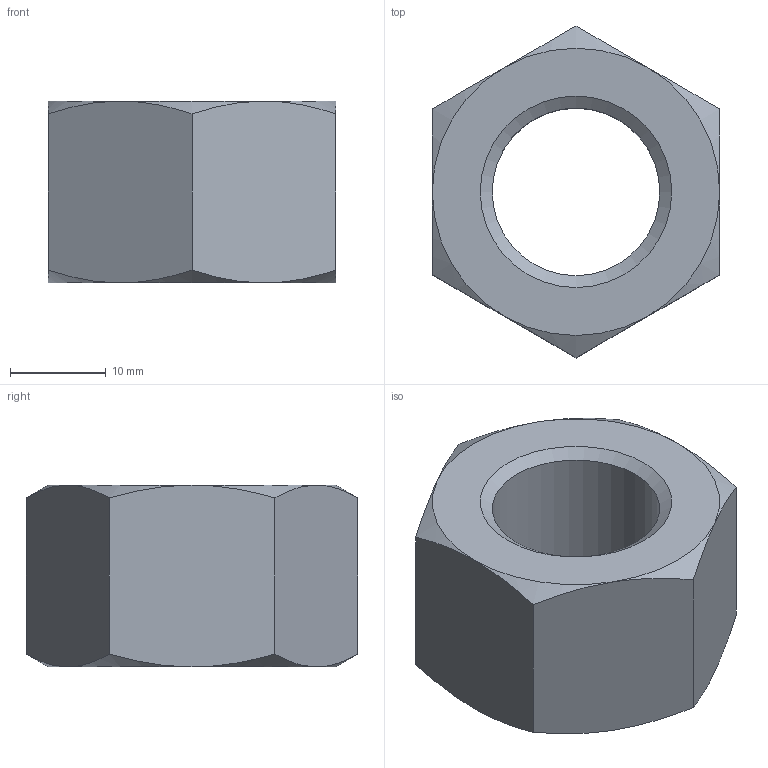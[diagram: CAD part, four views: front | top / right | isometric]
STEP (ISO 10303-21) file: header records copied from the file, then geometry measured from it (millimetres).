
FILE_DESCRIPTION (( 'STEP AP214' ), '1' );
FILE_NAME ('ISO - 4034 - M20 - N.STEP', '2025-02-18T17:59:33', ( '' ), ( '' ), 'SwSTEP 2.0', 'SolidWorks 2025', '' );
FILE_SCHEMA (( 'AUTOMOTIVE_DESIGN' ));
Length unit declared in the file: millimetre
Products named in the file (1): ISO - 4034 - M20 - N_ISO - 4034 - M20 - N
Bounding box: 30 x 34.64 x 19 mm (x, y, z)
Volume: 10115.4 mm3; surface area: 3960.3 mm2
Topology: 1 solids, 1 shells, 24 faces, 53 edges, 31 vertices
Faces by surface type: cone 14, plane 8, cylinder 2
Full cylindrical faces by diameter (mm): 17.5 x1, 20 x1
Entity records: 743 total; most frequent: CARTESIAN_POINT 253, ORIENTED_EDGE 94, DIRECTION 90, EDGE_CURVE 47, AXIS2_PLACEMENT_3D 42, EDGE_LOOP 30, VERTEX_POINT 29, FACE_OUTER_BOUND 26
